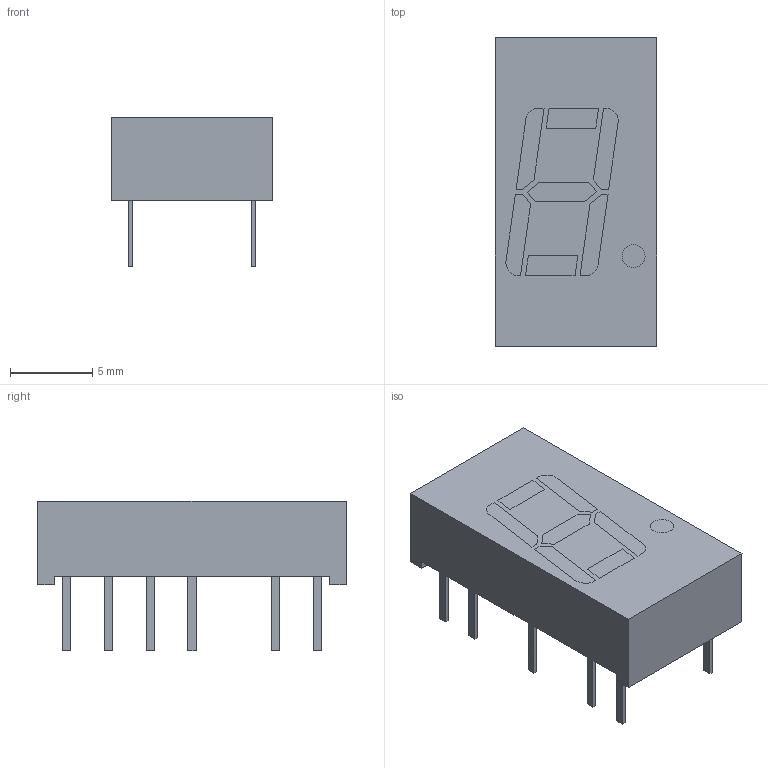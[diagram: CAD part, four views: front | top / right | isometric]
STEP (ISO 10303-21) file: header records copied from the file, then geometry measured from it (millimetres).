
FILE_DESCRIPTION (( 'STEP AP214' ), '1' );
FILE_NAME ('XDxx10C.STEP', '2023-10-12T16:33:35', ( '' ), ( '' ), 'SwSTEP 2.0', 'SolidWorks 2014', '' );
FILE_SCHEMA (( 'AUTOMOTIVE_DESIGN' ));
Length unit declared in the file: millimetre
Products named in the file (1): XDxx10C
Bounding box: 9.8 x 18.75 x 9.08 mm (x, y, z)
Volume: 857 mm3; surface area: 1131 mm2
Topology: 9 solids, 9 shells, 166 faces, 390 edges, 260 vertices
Faces by surface type: plane 152, cylinder 14
Entity records: 4788 total; most frequent: CARTESIAN_POINT 817, ORIENTED_EDGE 780, DIRECTION 752, EDGE_CURVE 390, LINE 362, VECTOR 362, VERTEX_POINT 260, AXIS2_PLACEMENT_3D 195
